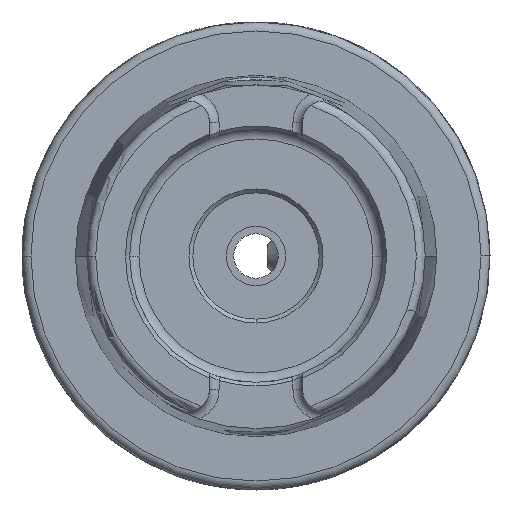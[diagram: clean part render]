
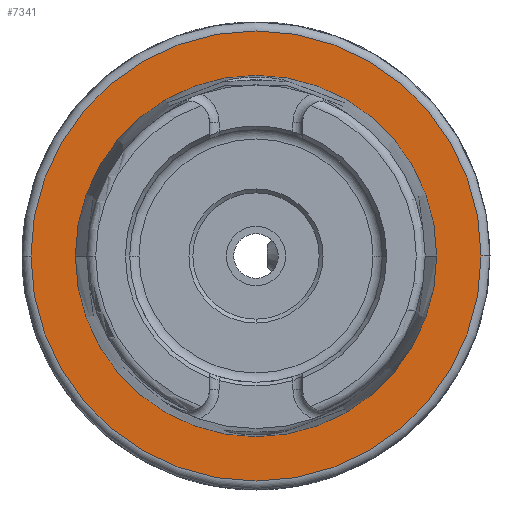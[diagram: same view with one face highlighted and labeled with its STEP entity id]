
A CAD part, left-side view. The second image highlights one B-rep face of the part: STEP entity #7341.
In plain terms, the highlighted planar face has unit normal (-1, 0, 0).
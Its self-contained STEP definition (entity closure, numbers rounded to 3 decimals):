
#701 = CARTESIAN_POINT ( 'NONE',  ( 0., 0., 0. ) ) ;
#1081 = CARTESIAN_POINT ( 'NONE',  ( 0., 0., 0. ) ) ;
#1278 = EDGE_LOOP ( 'NONE', ( #4662, #2773 ) ) ;
#1317 = DIRECTION ( 'NONE',  ( 0., 1., 0. ) ) ;
#1410 = AXIS2_PLACEMENT_3D ( 'NONE', #1766, #6039, #2388 ) ;
#1633 = CARTESIAN_POINT ( 'NONE',  ( 0., 24.321, 0. ) ) ;
#1675 = AXIS2_PLACEMENT_3D ( 'NONE', #1633, #7803, #4126 ) ;
#1682 = DIRECTION ( 'NONE',  ( 0., 1., 0. ) ) ;
#1766 = CARTESIAN_POINT ( 'NONE',  ( 0., 0., 0. ) ) ;
#1769 = DIRECTION ( 'NONE',  ( 1., 0., 0. ) ) ;
#2069 = VERTEX_POINT ( 'NONE', #5692 ) ;
#2367 = CARTESIAN_POINT ( 'NONE',  ( 0., -24.321, 0. ) ) ;
#2388 = DIRECTION ( 'NONE',  ( 0., 1., 0. ) ) ;
#2691 = VERTEX_POINT ( 'NONE', #3652 ) ;
#2773 = ORIENTED_EDGE ( 'NONE', *, *, #7422, .F. ) ;
#2819 = CIRCLE ( 'NONE', #2909, 30.3 ) ;
#2909 = AXIS2_PLACEMENT_3D ( 'NONE', #5430, #1769, #6040 ) ;
#2959 = VERTEX_POINT ( 'NONE', #5134 ) ;
#3052 = ORIENTED_EDGE ( 'NONE', *, *, #5565, .T. ) ;
#3139 = EDGE_LOOP ( 'NONE', ( #4911, #3052 ) ) ;
#3219 = AXIS2_PLACEMENT_3D ( 'NONE', #701, #4972, #1317 ) ;
#3518 = PLANE ( 'NONE',  #1675 ) ;
#3652 = CARTESIAN_POINT ( 'NONE',  ( 0., -30.3, 0. ) ) ;
#4126 = DIRECTION ( 'NONE',  ( 0., -1., 0. ) ) ;
#4662 = ORIENTED_EDGE ( 'NONE', *, *, #5940, .F. ) ;
#4732 = EDGE_CURVE ( 'NONE', #2959, #7395, #5672, .T. ) ;
#4911 = ORIENTED_EDGE ( 'NONE', *, *, #4732, .T. ) ;
#4972 = DIRECTION ( 'NONE',  ( 1., 0., 0. ) ) ;
#5134 = CARTESIAN_POINT ( 'NONE',  ( 0., 24.321, 0. ) ) ;
#5345 = DIRECTION ( 'NONE',  ( 1., 0., 0. ) ) ;
#5430 = CARTESIAN_POINT ( 'NONE',  ( 0., 0., 0. ) ) ;
#5565 = EDGE_CURVE ( 'NONE', #7395, #2959, #6960, .T. ) ;
#5592 = FACE_OUTER_BOUND ( 'NONE', #1278, .T. ) ;
#5672 = CIRCLE ( 'NONE', #5703, 24.321 ) ;
#5692 = CARTESIAN_POINT ( 'NONE',  ( 0., 30.3, 0. ) ) ;
#5703 = AXIS2_PLACEMENT_3D ( 'NONE', #1081, #5345, #1682 ) ;
#5940 = EDGE_CURVE ( 'NONE', #2069, #2691, #7264, .T. ) ;
#6039 = DIRECTION ( 'NONE',  ( 1., 0., 0. ) ) ;
#6040 = DIRECTION ( 'NONE',  ( 0., 1., 0. ) ) ;
#6960 = CIRCLE ( 'NONE', #3219, 24.321 ) ;
#7246 = FACE_BOUND ( 'NONE', #3139, .T. ) ;
#7264 = CIRCLE ( 'NONE', #1410, 30.3 ) ;
#7341 = ADVANCED_FACE ( 'NONE', ( #7246, #5592 ), #3518, .T. ) ;
#7395 = VERTEX_POINT ( 'NONE', #2367 ) ;
#7422 = EDGE_CURVE ( 'NONE', #2691, #2069, #2819, .T. ) ;
#7803 = DIRECTION ( 'NONE',  ( -1., 0., 0. ) ) ;
